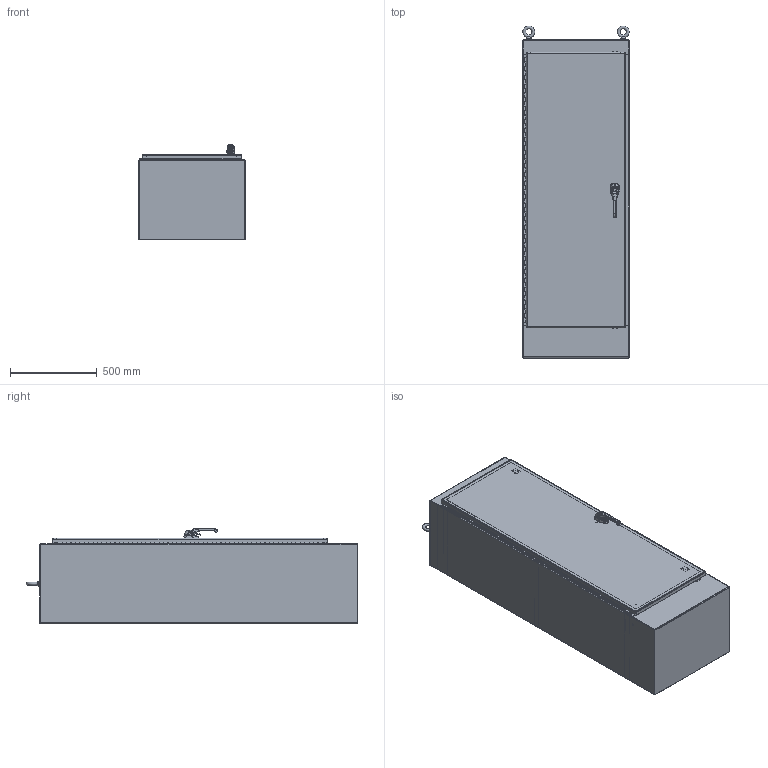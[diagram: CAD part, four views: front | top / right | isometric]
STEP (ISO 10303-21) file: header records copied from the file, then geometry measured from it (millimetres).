
FILE_DESCRIPTION(/* description */ ('BLR,NEMA12,FS,1D,72X24X18'),/* implementation_level */ '2;1');
FILE_NAME(/* name */ 'WA722418FS.stp',/* time_stamp */ '2016-03-21T08:12:15-05:00',/* author */ ('mraetz'),/* organization */ (''),/* preprocessor_version */ 'ST-DEVELOPER v16.1',/* originating_system */ 'Autodesk Inventor 2016',/* authorisation */ '');
FILE_SCHEMA (('AUTOMOTIVE_DESIGN { 1 0 10303 214 3 1 1 }'));
Products named in the file (38): WA722418FSBLR; WA2418FSTOP; WA2418FSBTM; WA7224FSDR; HSSN1300W60T; HSSN1300W60L; HSSN1300W60P; HSSN1300W60; 30624; 38846; FUN00101; UNISTRUT_16.75; 1091-903_AF0_1; 1091-903_AF0_2; 1091-903_AF0; PLASTIC-ROLLER-CAM_AF1; 7379-M6-8X25_AF0; LOCK-NUT_AF0; PLASTIC-ROLLER-CAM_AF0_ASM; SUPPORT-ROLL_AF0; 1091-BR11_AF0; HFW31712; 37029; 3021WIE; HFW3762; 31215; 3862; LARGE_DOOR_ROD_ASSM-37029; HFW3121; HFW31233; HFW3681; CHUTE_BOLT_GUIDE_ASSM; WA7224FSFIP; HFW3025; 316298; 349132; HFW32450; WA722418FS
Assembly tree (56 placements, depth 5):
  WA722418FS
    WA722418FSBLR
    WA2418FSTOP
    WA2418FSBTM
    WA7224FSDR
    HSSN1300W60
      HSSN1300W60T
      HSSN1300W60L
      HSSN1300W60P
    30624  x2
    38846  x2
    FUN00101  x6
    UNISTRUT_16.75
    HFW32450
    LARGE_DOOR_ROD_ASSM-37029
      HFW31712
        1091-903_AF0
          1091-903_AF0_1
          1091-903_AF0_2
        PLASTIC-ROLLER-CAM_AF0_ASM
          PLASTIC-ROLLER-CAM_AF1
          7379-M6-8X25_AF0
          LOCK-NUT_AF0
        SUPPORT-ROLL_AF0
        1091-BR11_AF0
      37029  x2
      3021WIE  x2
      HFW3762  x4
      31215  x2
      3862  x2
    CHUTE_BOLT_GUIDE_ASSM  x2
      HFW3121
      HFW31233
      HFW3681
    WA7224FSFIP
    HFW3025  x2
    316298  x2
    349132  x2
Bounding box: 612.77 x 1911.22 x 548.95 mm (x, y, z)
Volume: 14817257.4 mm3; surface area: 11004316.6 mm2
Topology: 52 solids, 1533 shells, 2991 faces, 10662 edges, 9235 vertices
Faces by surface type: plane 1245, cylinder 1055, torus 274, bspline 192, cone 134, sphere 91
Full cylindrical faces by diameter (mm): 3.9 x1, 4.2 x2, 4.5 x2, 4.762 x1, 5 x3, 5.08 x4, 5.69 x4, 6 x1, 6.128 x2, 6.172 x2, 6.337 x6, 6.35 x10, 6.41 x2, 7.023 x16, 7.112 x3, 7.144 x2, 7.938 x2, 8 x1, 8.2 x1, 8.56 x2, 9.525 x8, 10.16 x4, 12.7 x2, 13 x1, 13.2 x1, 14.287 x2, 15 x1, 16.307 x2, 19 x1, 19.05 x22
Entity records: 156116 total; most frequent: CARTESIAN_POINT 69795, DIRECTION 16309, ORIENTED_EDGE 12245, EDGE_CURVE 9486, VERTEX_POINT 8572, AXIS2_PLACEMENT_3D 5822, LINE 4665, VECTOR 4665
